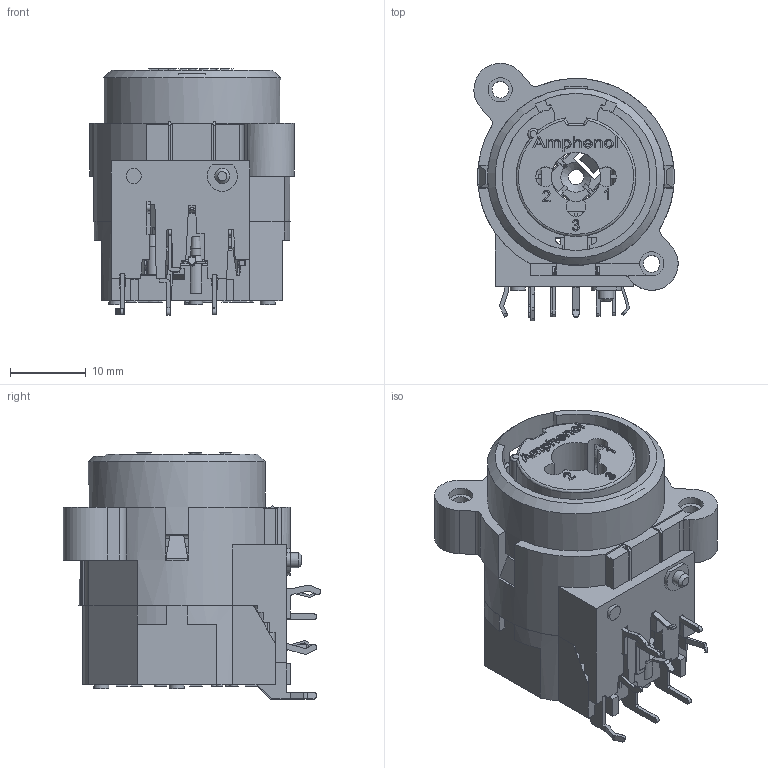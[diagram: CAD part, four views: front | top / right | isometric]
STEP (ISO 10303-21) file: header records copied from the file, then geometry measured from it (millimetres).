
FILE_DESCRIPTION((''),'2;1');
FILE_NAME('ACJC9HL.stp','2011-05-06T09:19:34',('minh'),(''),'Autodesk Inventor 10','Autodesk Inventor 10','');
FILE_SCHEMA(('AUTOMOTIVE_DESIGN { 1 0 10303 214 1 1 1 1 }'));
Length unit declared in the file: millimetre
Products named in the file (13): ACJC9HL; upper shell; Contact-1; Contact-2; Contact-G; Contact-3; Contact-S; Contact-R; Contact-T; Contact-SN; Contact-RN; Contact-TN; bottom shell
Assembly tree (12 placements, depth 2):
  ACJC9HL
    upper shell
    Contact-1
    Contact-2
    Contact-G
    Contact-3
    Contact-S
    Contact-R
    Contact-T
    Contact-SN
    Contact-RN
    Contact-TN
    bottom shell
Bounding box: 27 x 34 x 32.6 mm (x, y, z)
Volume: 7997.8 mm3; surface area: 14434.3 mm2
Topology: 12 solids, 12 shells, 1846 faces, 5193 edges, 3391 vertices
Faces by surface type: plane 1257, cylinder 386, bspline 159, cone 41, torus 3
Full cylindrical faces by diameter (mm): 1 x8, 1.2 x2, 1.35 x2, 1.5 x3, 1.8 x1, 1.9 x3, 2 x10, 2.2 x2, 3.2 x4, 6.5 x1, 23.4 x1
Entity records: 62424 total; most frequent: CARTESIAN_POINT 14960, ORIENTED_EDGE 10268, DIRECTION 9091, EDGE_CURVE 5134, VECTOR 3887, LINE 3887, VERTEX_POINT 3376, AXIS2_PLACEMENT_3D 2602
